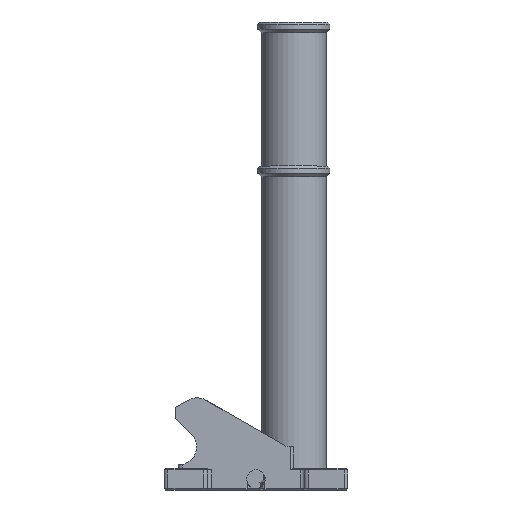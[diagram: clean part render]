
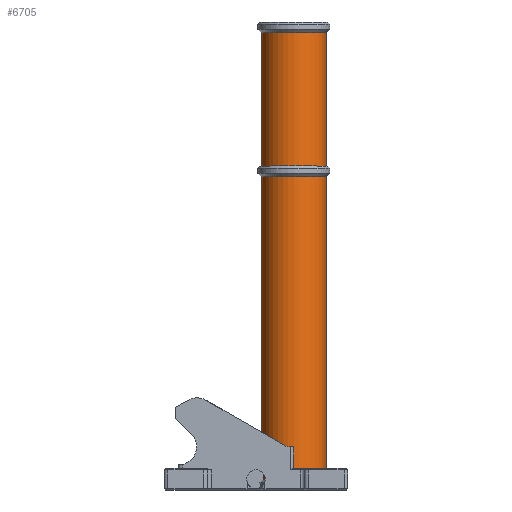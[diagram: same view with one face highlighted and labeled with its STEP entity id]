
A CAD part, left-side view. The second image highlights one B-rep face of the part: STEP entity #6705.
In plain terms, the highlighted cylindrical face has radius 9 mm (diameter 18 mm), a full revolution.
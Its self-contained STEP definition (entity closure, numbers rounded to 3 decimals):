
#300=CIRCLE('',#7288,9.);
#301=CIRCLE('',#7290,9.);
#472=CYLINDRICAL_SURFACE('',#7289,9.);
#979=FACE_OUTER_BOUND('',#1377,.T.);
#1377=EDGE_LOOP('',(#6251,#6252,#6253,#6254));
#2195=LINE('',#18896,#2701);
#2701=VECTOR('',#8845,9.);
#3310=VERTEX_POINT('',#18890);
#3311=VERTEX_POINT('',#18894);
#4291=EDGE_CURVE('',#3310,#3310,#300,.T.);
#4293=EDGE_CURVE('',#3311,#3311,#301,.T.);
#4294=EDGE_CURVE('',#3311,#3310,#2195,.T.);
#6251=ORIENTED_EDGE('',*,*,#4293,.F.);
#6252=ORIENTED_EDGE('',*,*,#4294,.T.);
#6253=ORIENTED_EDGE('',*,*,#4291,.T.);
#6254=ORIENTED_EDGE('',*,*,#4294,.F.);
#6705=ADVANCED_FACE('',(#979),#472,.T.);
#7288=AXIS2_PLACEMENT_3D('',#18891,#8838,#8839);
#7289=AXIS2_PLACEMENT_3D('',#18893,#8841,#8842);
#7290=AXIS2_PLACEMENT_3D('',#18895,#8843,#8844);
#8838=DIRECTION('center_axis',(0.,0.,1.));
#8839=DIRECTION('ref_axis',(1.,0.,0.));
#8841=DIRECTION('center_axis',(0.,0.,1.));
#8842=DIRECTION('ref_axis',(1.,0.,0.));
#8843=DIRECTION('center_axis',(0.,0.,1.));
#8844=DIRECTION('ref_axis',(1.,0.,0.));
#8845=DIRECTION('',(0.,0.,-1.));
#18890=CARTESIAN_POINT('',(-9.,0.,3.));
#18891=CARTESIAN_POINT('Origin',(0.,0.,3.));
#18893=CARTESIAN_POINT('Origin',(0.,0.,65.));
#18894=CARTESIAN_POINT('',(-9.,0.,127.));
#18895=CARTESIAN_POINT('Origin',(0.,0.,127.));
#18896=CARTESIAN_POINT('',(-9.,0.,65.));
